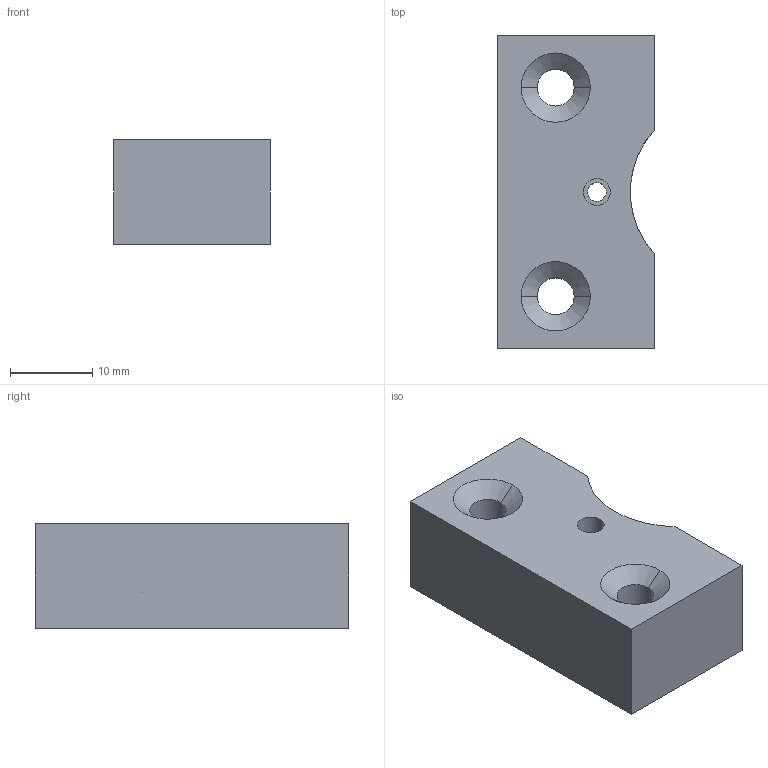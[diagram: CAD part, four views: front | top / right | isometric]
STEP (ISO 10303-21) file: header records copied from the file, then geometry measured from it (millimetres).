
FILE_DESCRIPTION (( 'STEP AP214' ), '1' );
FILE_NAME ('THolder.STEP', '2020-09-11T23:10:07', ( '' ), ( '' ), 'SwSTEP 2.0', 'SolidWorks 2019', '' );
FILE_SCHEMA (( 'AUTOMOTIVE_DESIGN' ));
Length unit declared in the file: millimetre
Products named in the file (1): THolder
Bounding box: 19.05 x 38.1 x 12.7 mm (x, y, z)
Volume: 7903.1 mm3; surface area: 3502.2 mm2
Topology: 1 solids, 1 shells, 25 faces, 62 edges, 40 vertices
Faces by surface type: plane 12, cylinder 9, cone 4
Entity records: 820 total; most frequent: DIRECTION 138, CARTESIAN_POINT 128, ORIENTED_EDGE 124, EDGE_CURVE 62, AXIS2_PLACEMENT_3D 50, VERTEX_POINT 40, LINE 38, VECTOR 38
